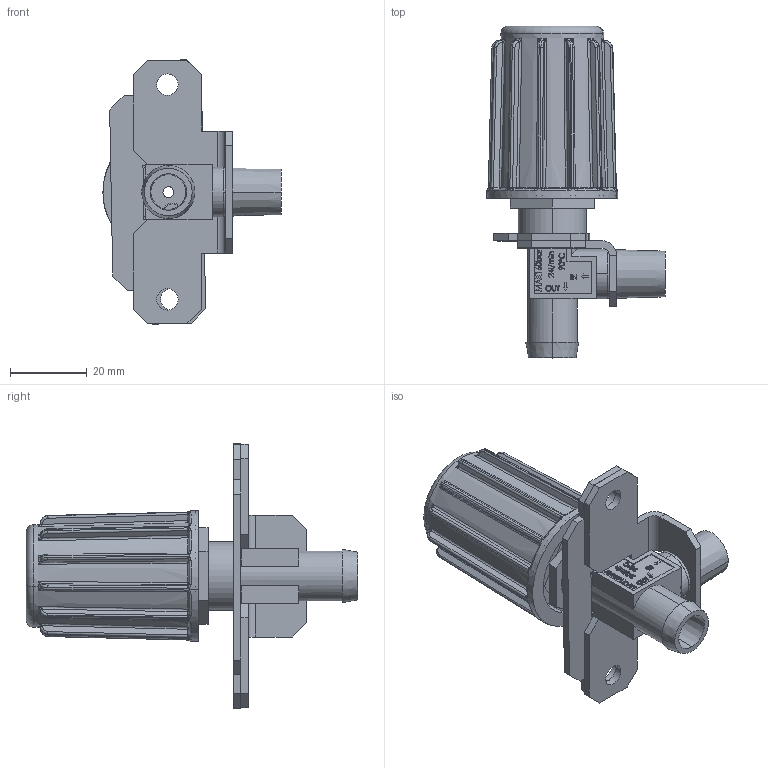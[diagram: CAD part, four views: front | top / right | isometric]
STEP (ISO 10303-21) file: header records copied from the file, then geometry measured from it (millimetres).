
FILE_DESCRIPTION (( 'STEP AP214' ), '1' );
FILE_NAME ('7085CWBRACKETS.STEP', '2018-10-30T13:38:09', ( '' ), ( '' ), 'SwSTEP 2.0', 'SolidWorks 2018', '' );
FILE_SCHEMA (( 'AUTOMOTIVE_DESIGN' ));
Length unit declared in the file: inch
Products named in the file (1): 7085CWBRACKETS
Bounding box: 46.35 x 86.36 x 68.75 mm (x, y, z)
Surface area: 19429.8 mm2 (no closed solid volume)
Topology: 0 solids, 10 shells, 794 faces, 2790 edges, 1903 vertices
Faces by surface type: plane 356, bspline 243, cylinder 108, torus 51, sphere 28, cone 8
Entity records: 51168 total; most frequent: CARTESIAN_POINT 19578, ORIENTED_EDGE 4417, DIRECTION 3660, EDGE_CURVE 2762, VERTEX_POINT 1903, LINE 1518, VECTOR 1518, AXIS2_PLACEMENT_3D 1071
